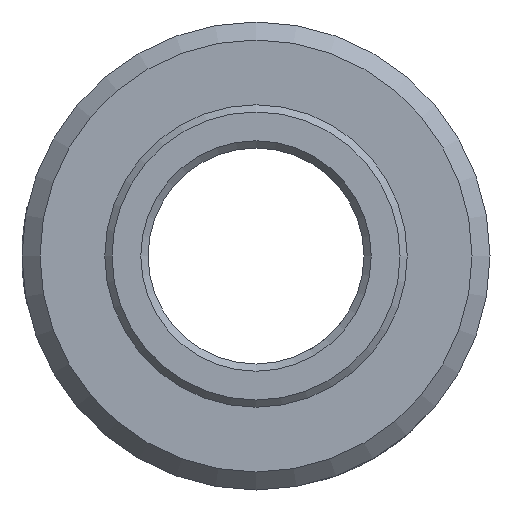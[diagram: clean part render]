
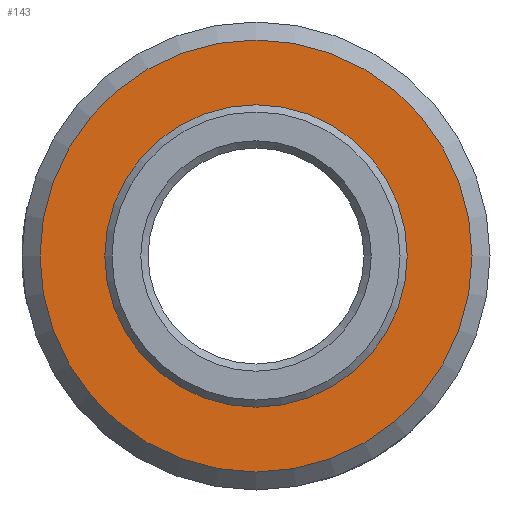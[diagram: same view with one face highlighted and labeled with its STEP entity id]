
A CAD part, left-side view. The second image highlights one B-rep face of the part: STEP entity #143.
In plain terms, the highlighted planar face has unit normal (-1, 0, 0).
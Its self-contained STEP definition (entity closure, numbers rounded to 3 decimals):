
#143 = ADVANCED_FACE( '', ( #186, #187 ), #188, .T. );
#186 = FACE_BOUND( '', #236, .T. );
#187 = FACE_OUTER_BOUND( '', #237, .T. );
#188 = PLANE( '', #238 );
#236 = EDGE_LOOP( '', ( #307 ) );
#237 = EDGE_LOOP( '', ( #308 ) );
#238 = AXIS2_PLACEMENT_3D( '', #309, #310, #311 );
#307 = ORIENTED_EDGE( '', *, *, #341, .T. );
#308 = ORIENTED_EDGE( '', *, *, #342, .F. );
#309 = CARTESIAN_POINT( '', ( 2.5, 6., 0. ) );
#310 = DIRECTION( '', ( -1., 0., 0. ) );
#311 = DIRECTION( '', ( 0., 0., 1. ) );
#341 = EDGE_CURVE( '', #372, #372, #373, .T. );
#342 = EDGE_CURVE( '', #374, #374, #375, .T. );
#372 = VERTEX_POINT( '', #568 );
#373 = CIRCLE( '', #569, 4.2 );
#374 = VERTEX_POINT( '', #570 );
#375 = CIRCLE( '', #571, 6. );
#568 = CARTESIAN_POINT( '', ( 2.5, 0., -4.2 ) );
#569 = AXIS2_PLACEMENT_3D( '', #604, #605, #606 );
#570 = CARTESIAN_POINT( '', ( 2.5, 0., -6. ) );
#571 = AXIS2_PLACEMENT_3D( '', #607, #608, #609 );
#604 = CARTESIAN_POINT( '', ( 2.5, 0., 0. ) );
#605 = DIRECTION( '', ( 1., 0., 0. ) );
#606 = DIRECTION( '', ( 0., 0., -1. ) );
#607 = CARTESIAN_POINT( '', ( 2.5, 0., 0. ) );
#608 = DIRECTION( '', ( 1., 0., 0. ) );
#609 = DIRECTION( '', ( 0., 0., -1. ) );
